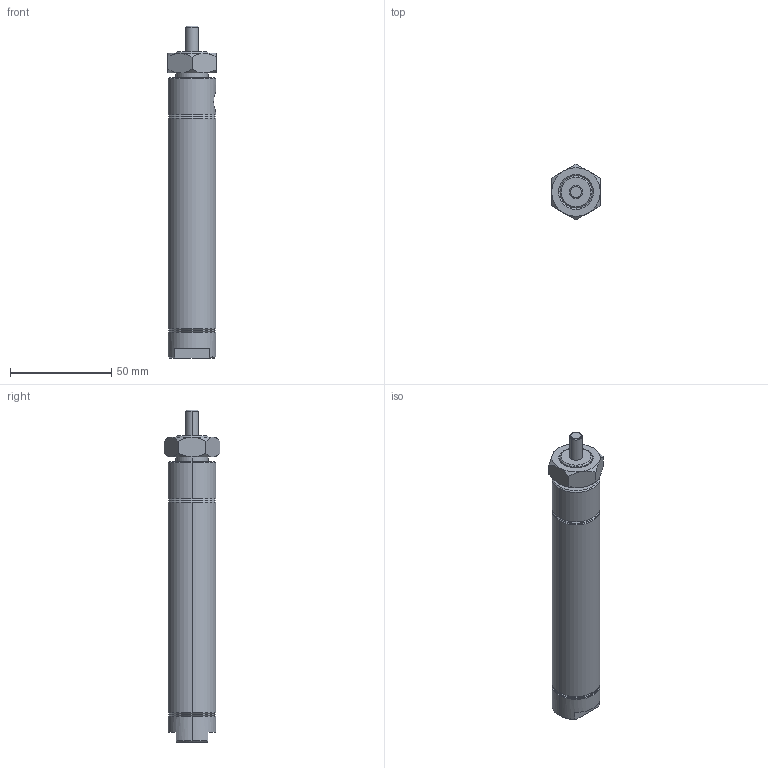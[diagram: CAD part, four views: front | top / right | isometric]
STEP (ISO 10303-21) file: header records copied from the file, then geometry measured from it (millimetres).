
FILE_DESCRIPTION (( 'STEP AP214' ), '1' );
FILE_NAME ('A14030DN.step', '2017-04-04T21:01:47', ( '' ), ( '' ), 'SwSTEP 2.0', 'SolidWorks 2017', '' );
FILE_SCHEMA (( 'AUTOMOTIVE_DESIGN' ));
Length unit declared in the file: inch
Products named in the file (4): A14030DN_Mounting Nut_D-9; A14030DN_Rod; A14030DN_Main Body; A14030DN
Assembly tree (3 placements, depth 2):
  A14030DN
    A14030DN_Main Body
    A14030DN_Rod
    A14030DN_Mounting Nut_D-9
Bounding box: 23.88 x 27.57 x 163.58 mm (x, y, z)
Volume: 37682.5 mm3; surface area: 26183.1 mm2
Topology: 3 solids, 3 shells, 104 faces, 222 edges, 133 vertices
Faces by surface type: cone 46, cylinder 30, plane 28
Entity records: 3151 total; most frequent: CARTESIAN_POINT 727, DIRECTION 513, ORIENTED_EDGE 436, AXIS2_PLACEMENT_3D 219, EDGE_CURVE 218, VERTEX_POINT 133, EDGE_LOOP 119, CIRCLE 109
